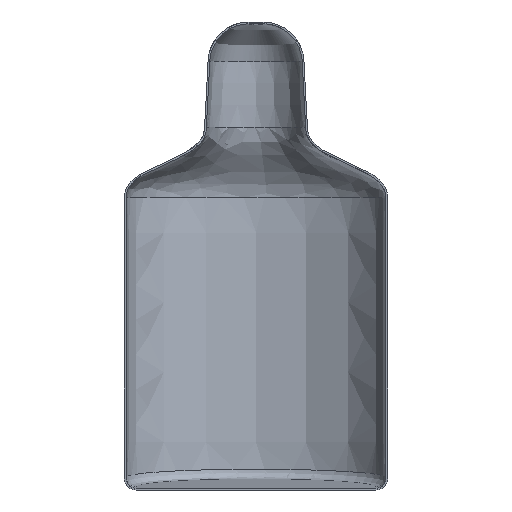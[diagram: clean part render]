
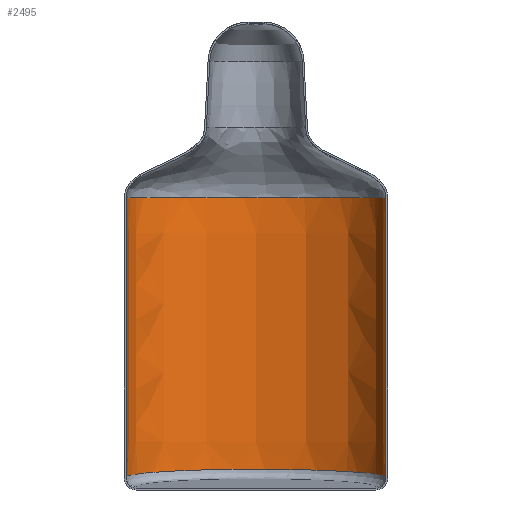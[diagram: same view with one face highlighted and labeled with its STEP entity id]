
A CAD part, top view. The second image highlights one B-rep face of the part: STEP entity #2495.
In plain terms, the highlighted face is a extrusion surface.
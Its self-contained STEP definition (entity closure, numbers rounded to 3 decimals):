
#658=CARTESIAN_POINT('',(222.,500.,0.));
#688=CARTESIAN_POINT('',(-222.,500.,0.));
#690=CARTESIAN_POINT('',(222.,22.212,0.));
#691=CARTESIAN_POINT('',(222.,22.654,-5.116));
#692=CARTESIAN_POINT('',(221.166,23.505,-14.932));
#693=CARTESIAN_POINT('',(218.194,24.644,-27.949));
#694=CARTESIAN_POINT('',(213.74,25.733,-40.233));
#695=CARTESIAN_POINT('',(208.003,26.765,-51.726));
#696=CARTESIAN_POINT('',(201.134,27.744,-62.486));
#697=CARTESIAN_POINT('',(193.413,28.653,-72.359));
#698=CARTESIAN_POINT('',(184.697,29.526,-81.703));
#699=CARTESIAN_POINT('',(174.808,30.38,-90.704));
#700=CARTESIAN_POINT('',(164.076,31.182,-99.08));
#701=CARTESIAN_POINT('',(152.358,31.945,-106.986));
#702=CARTESIAN_POINT('',(138.948,32.7,-114.77));
#703=CARTESIAN_POINT('',(123.065,33.457,-122.551));
#704=CARTESIAN_POINT('',(104.133,34.197,-130.1));
#705=CARTESIAN_POINT('',(81.844,34.878,-136.957));
#706=CARTESIAN_POINT('',(55.936,35.445,-142.639));
#707=CARTESIAN_POINT('',(25.936,35.826,-146.483));
#708=CARTESIAN_POINT('',(-6.123,35.919,-147.446));
#709=CARTESIAN_POINT('',(-36.068,35.722,-145.428));
#710=CARTESIAN_POINT('',(-62.543,35.315,-141.341));
#711=CARTESIAN_POINT('',(-85.524,34.773,-135.899));
#712=CARTESIAN_POINT('',(-105.226,34.153,-129.647));
#713=CARTESIAN_POINT('',(-122.055,33.496,-122.942));
#714=CARTESIAN_POINT('',(-136.48,32.822,-116.031));
#715=CARTESIAN_POINT('',(-149.147,32.134,-108.936));
#716=CARTESIAN_POINT('',(-160.748,31.409,-101.438));
#717=CARTESIAN_POINT('',(-171.757,30.62,-93.216));
#718=CARTESIAN_POINT('',(-181.86,29.784,-84.429));
#719=CARTESIAN_POINT('',(-190.838,28.925,-75.287));
#720=CARTESIAN_POINT('',(-198.901,28.024,-65.539));
#721=CARTESIAN_POINT('',(-206.038,27.067,-55.056));
#722=CARTESIAN_POINT('',(-212.136,26.05,-43.779));
#723=CARTESIAN_POINT('',(-217.045,24.971,-31.65));
#724=CARTESIAN_POINT('',(-220.781,23.746,-17.706));
#725=CARTESIAN_POINT('',(-222.,22.748,-6.197));
#726=CARTESIAN_POINT('',(-222.,22.212,0.));
#728=DIRECTION('',(0.,-1.,0.));
#729=VECTOR('',#728,477.788);
#730=CARTESIAN_POINT('',(-222.,500.,0.));
#731=LINE('',#730,#729);
#732=CARTESIAN_POINT('',(222.,500.,0.));
#733=CARTESIAN_POINT('',(222.,500.,-25.426));
#734=CARTESIAN_POINT('',(201.66,500.,-76.279));
#735=CARTESIAN_POINT('',(116.719,500.,-133.099));
#736=CARTESIAN_POINT('',(0.,500.,-153.951));
#737=CARTESIAN_POINT('',(-116.719,500.,-133.099));
#738=CARTESIAN_POINT('',(-201.66,500.,-76.279));
#739=CARTESIAN_POINT('',(-222.,500.,-25.426));
#740=CARTESIAN_POINT('',(-222.,500.,0.));
#742=DIRECTION('',(0.,1.,0.));
#743=VECTOR('',#742,477.788);
#744=CARTESIAN_POINT('',(222.,22.212,0.));
#745=LINE('',#744,#743);
#937=VERTEX_POINT('',#658);
#940=VERTEX_POINT('',#688);
#941=VERTEX_POINT('',#690);
#942=VERTEX_POINT('',#726);
#2473=CARTESIAN_POINT('',(221.563,0.,9.148));
#2474=CARTESIAN_POINT('',(221.854,0.,6.102));
#2475=CARTESIAN_POINT('',(223.22,0.,-22.375));
#2476=CARTESIAN_POINT('',(201.66,0.,-76.279));
#2477=CARTESIAN_POINT('',(116.719,0.,-133.099));
#2478=CARTESIAN_POINT('',(0.,0.,-153.951));
#2479=CARTESIAN_POINT('',(-116.719,0.,-133.099));
#2480=CARTESIAN_POINT('',(-201.66,0.,-76.279));
#2481=CARTESIAN_POINT('',(-223.22,0.,-22.375));
#2482=CARTESIAN_POINT('',(-221.854,0.,6.102));
#2483=CARTESIAN_POINT('',(-221.563,0.,9.148));
#2485=DIRECTION('',(0.,1.,0.));
#2486=VECTOR('',#2485,1.);
#2487=SURFACE_OF_LINEAR_EXTRUSION('',#2484,#2486);
#2489=ORIENTED_EDGE('',*,*,#2488,.T.);
#2490=ORIENTED_EDGE('',*,*,#1984,.F.);
#2491=ORIENTED_EDGE('',*,*,#2465,.F.);
#2492=ORIENTED_EDGE('',*,*,#1927,.F.);
#2493=EDGE_LOOP('',(#2489,#2490,#2491,#2492));
#2494=FACE_OUTER_BOUND('',#2493,.F.);
#2495=ADVANCED_FACE('',(#2494),#2487,.F.);
#727=B_SPLINE_CURVE_WITH_KNOTS('',3,(#690,#691,#692,#693,#694,#695,#696,#697,
#698,#699,#700,#701,#702,#703,#704,#705,#706,#707,#708,#709,#710,#711,#712,#713,
#714,#715,#716,#717,#718,#719,#720,#721,#722,#723,#724,#725,#726),.UNSPECIFIED.,
.F.,.F.,(4,1,1,1,1,1,1,1,1,1,1,1,1,1,1,1,1,1,1,1,1,1,1,1,1,1,1,1,1,1,1,1,1,1,4),
(0.,0.029,0.059,0.088,0.118,
0.147,0.176,0.206,0.235,
0.265,0.294,0.324,0.353,
0.382,0.412,0.441,0.471,0.5,
0.529,0.559,0.588,0.618,
0.647,0.676,0.706,0.735,
0.765,0.794,0.824,0.853,
0.882,0.912,0.941,0.971,1.),
.UNSPECIFIED.);
#741=B_SPLINE_CURVE_WITH_KNOTS('',3,(#732,#733,#734,#735,#736,#737,#738,#739,
#740),.UNSPECIFIED.,.F.,.F.,(4,1,1,1,1,1,4),(0.,0.167,
0.333,0.5,0.667,0.833,1.),
.UNSPECIFIED.);
#1927=EDGE_CURVE('',#941,#937,#745,.T.);
#1984=EDGE_CURVE('',#940,#942,#731,.T.);
#2465=EDGE_CURVE('',#937,#940,#741,.T.);
#2484=B_SPLINE_CURVE_WITH_KNOTS('',3,(#2473,#2474,#2475,#2476,#2477,#2478,#2479,
#2480,#2481,#2482,#2483),.UNSPECIFIED.,.F.,.F.,(4,1,1,1,1,1,1,1,4),(0.,
0.019,0.179,0.34,0.5,0.66,
0.821,0.981,1.),.UNSPECIFIED.);
#2488=EDGE_CURVE('',#941,#942,#727,.T.);
